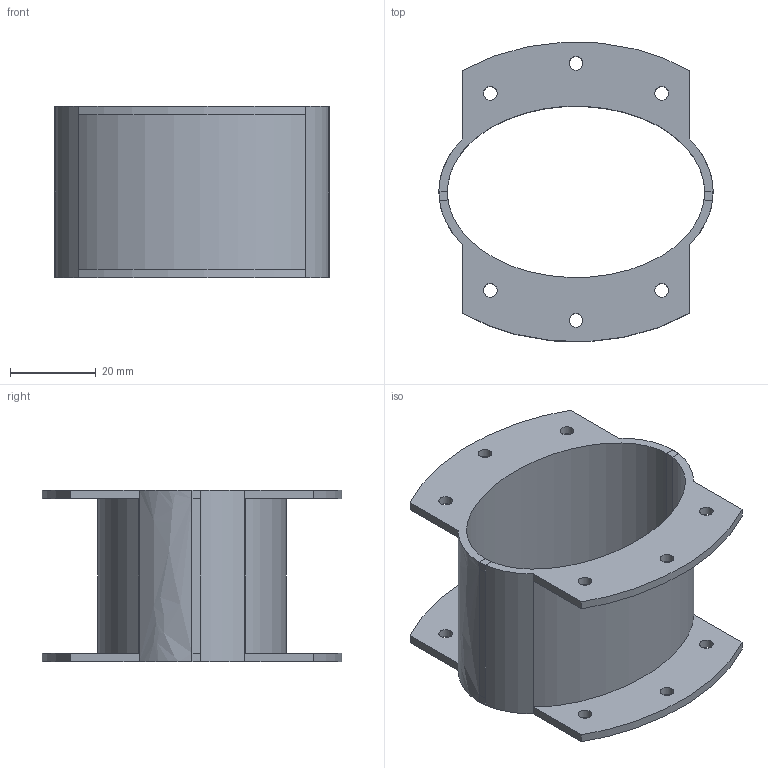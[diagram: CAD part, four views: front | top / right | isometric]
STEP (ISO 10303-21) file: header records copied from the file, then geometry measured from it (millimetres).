
FILE_DESCRIPTION(/* description */ ('Unknown'),/* implementation_level */ '2;1');
FILE_NAME(/* name */ 'Loom_kael_assembly',/* time_stamp */ '2023-05-20T20:07:51+03:00',/* author */ ('Unknown'),/* organization */ ('Unknown'),/* preprocessor_version */ 'ST-DEVELOPER v18.102',/* originating_system */ 'Solid Edge',/* authorisation */ 'Unknown');
FILE_SCHEMA (('AUTOMOTIVE_DESIGN {1 0 10303 214 3 1 1}'));
Length unit declared in the file: millimetre
Products named in the file (3): Loom_kael_terve; Loom_kael_tagumine; Loom_kael_eesmine
Assembly tree (2 placements, depth 2):
  Loom_kael_terve
    Loom_kael_tagumine
    Loom_kael_eesmine
Bounding box: 64 x 69.87 x 40 mm (x, y, z)
Volume: 19088.7 mm3; surface area: 20601.8 mm2
Topology: 2 solids, 2 shells, 42 faces, 124 edges, 86 vertices
Faces by surface type: plane 16, bspline 14, cylinder 12
Full cylindrical faces by diameter (mm): 3.2 x12
Entity records: 1621 total; most frequent: CARTESIAN_POINT 481, ORIENTED_EDGE 212, DIRECTION 198, EDGE_CURVE 106, VERTEX_POINT 80, EDGE_LOOP 78, FACE_BOUND 78, AXIS2_PLACEMENT_3D 75
